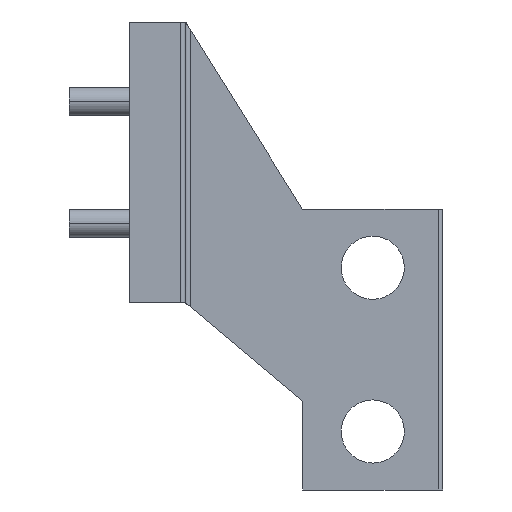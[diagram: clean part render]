
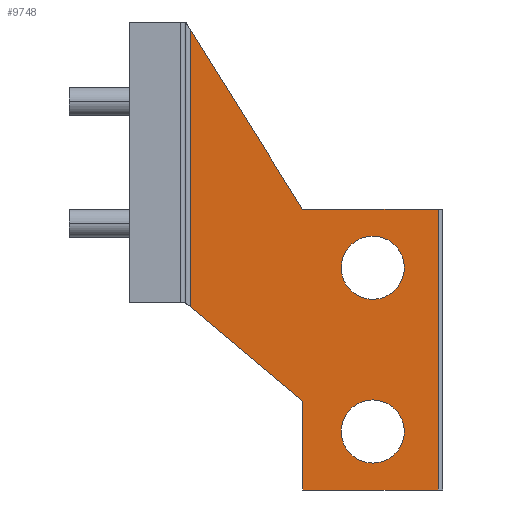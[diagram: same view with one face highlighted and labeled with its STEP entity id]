
A CAD part, left-side view. The second image highlights one B-rep face of the part: STEP entity #9748.
In plain terms, the highlighted planar face has unit normal (-1, 0, 0).
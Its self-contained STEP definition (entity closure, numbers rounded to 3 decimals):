
#8455=AXIS2_PLACEMENT_3D('Circle Axis2P3D',#8453,#8454,$) ;
#8472=AXIS2_PLACEMENT_3D('Circle Axis2P3D',#8470,#8471,$) ;
#9331=AXIS2_PLACEMENT_3D('Circle Axis2P3D',#9329,#9330,$) ;
#9348=AXIS2_PLACEMENT_3D('Circle Axis2P3D',#9346,#9347,$) ;
#9724=AXIS2_PLACEMENT_3D('Plane Axis2P3D',#9721,#9722,#9723) ;
#8436=CARTESIAN_POINT('Vertex',(-233.,-36.076,71.736)) ;
#8450=CARTESIAN_POINT('Vertex',(-233.,-47.924,65.264)) ;
#8453=CARTESIAN_POINT('Axis2P3D Location',(-233.,-42.,68.5)) ;
#8470=CARTESIAN_POINT('Axis2P3D Location',(-233.,-42.,68.5)) ;
#8500=CARTESIAN_POINT('Vertex',(-233.,-27.,21.)) ;
#8503=CARTESIAN_POINT('Line Origine',(-233.,-27.,30.5)) ;
#8507=CARTESIAN_POINT('Vertex',(-233.,-27.,40.)) ;
#9312=CARTESIAN_POINT('Vertex',(-233.,-36.076,36.736)) ;
#9326=CARTESIAN_POINT('Vertex',(-233.,-47.924,30.264)) ;
#9329=CARTESIAN_POINT('Axis2P3D Location',(-233.,-42.,33.5)) ;
#9346=CARTESIAN_POINT('Axis2P3D Location',(-233.,-42.,33.5)) ;
#9403=CARTESIAN_POINT('Line Origine',(-233.,-41.5,21.)) ;
#9407=CARTESIAN_POINT('Vertex',(-233.,-56.,21.)) ;
#9476=CARTESIAN_POINT('Vertex',(-233.,-27.,81.)) ;
#9479=CARTESIAN_POINT('Line Origine',(-233.,-41.5,81.)) ;
#9483=CARTESIAN_POINT('Vertex',(-233.,-56.,81.)) ;
#9505=CARTESIAN_POINT('Line Origine',(-233.,-56.,71.)) ;
#9626=CARTESIAN_POINT('Line Origine',(-233.,-15.,100.2)) ;
#9630=CARTESIAN_POINT('Vertex',(-233.,-3.,119.4)) ;
#9682=CARTESIAN_POINT('Vertex',(-233.,-3.,60.16)) ;
#9685=CARTESIAN_POINT('Line Origine',(-233.,-15.,50.08)) ;
#9721=CARTESIAN_POINT('Axis2P3D Location',(-233.,10.,91.)) ;
#9726=CARTESIAN_POINT('Line Origine',(-233.,-3.,89.78)) ;
#8454=DIRECTION('Axis2P3D Direction',(1.,0.,0.)) ;
#8471=DIRECTION('Axis2P3D Direction',(1.,0.,0.)) ;
#8504=DIRECTION('Vector Direction',(0.,0.,1.)) ;
#9330=DIRECTION('Axis2P3D Direction',(1.,0.,0.)) ;
#9347=DIRECTION('Axis2P3D Direction',(1.,0.,0.)) ;
#9404=DIRECTION('Vector Direction',(0.,1.,0.)) ;
#9480=DIRECTION('Vector Direction',(0.,-1.,0.)) ;
#9506=DIRECTION('Vector Direction',(0.,0.,-1.)) ;
#9627=DIRECTION('Vector Direction',(0.,0.53,0.848)) ;
#9686=DIRECTION('Vector Direction',(0.,0.766,0.643)) ;
#9722=DIRECTION('Axis2P3D Direction',(-1.,0.,0.)) ;
#9723=DIRECTION('Axis2P3D XDirection',(0.,-1.,0.)) ;
#9727=DIRECTION('Vector Direction',(0.,0.,-1.)) ;
#8505=VECTOR('Line Direction',#8504,1.) ;
#9405=VECTOR('Line Direction',#9404,1.) ;
#9481=VECTOR('Line Direction',#9480,1.) ;
#9507=VECTOR('Line Direction',#9506,1.) ;
#9628=VECTOR('Line Direction',#9627,1.) ;
#9687=VECTOR('Line Direction',#9686,1.) ;
#9728=VECTOR('Line Direction',#9727,1.) ;
#9732=ORIENTED_EDGE('',*,*,#9689,.T.) ;
#9733=ORIENTED_EDGE('',*,*,#8509,.T.) ;
#9734=ORIENTED_EDGE('',*,*,#9409,.T.) ;
#9735=ORIENTED_EDGE('',*,*,#9509,.T.) ;
#9736=ORIENTED_EDGE('',*,*,#9485,.T.) ;
#9737=ORIENTED_EDGE('',*,*,#9632,.T.) ;
#9738=ORIENTED_EDGE('',*,*,#9730,.T.) ;
#9741=ORIENTED_EDGE('',*,*,#9333,.F.) ;
#9742=ORIENTED_EDGE('',*,*,#9350,.F.) ;
#9745=ORIENTED_EDGE('',*,*,#8474,.F.) ;
#9746=ORIENTED_EDGE('',*,*,#8457,.F.) ;
#9743=FACE_BOUND('',#9740,.T.) ;
#9747=FACE_BOUND('',#9744,.T.) ;
#9748=ADVANCED_FACE('RB2893009_1PA_001_00_SPREAD_REAR_TERM_SINGLE_N1.2\\PartBody',(#9739,#9743,#9747),#9725,.T.) ;
#8456=CIRCLE('generated circle',#8455,6.75) ;
#8473=CIRCLE('generated circle',#8472,6.75) ;
#9332=CIRCLE('generated circle',#9331,6.75) ;
#9349=CIRCLE('generated circle',#9348,6.75) ;
#8457=EDGE_CURVE('',#8451,#8437,#8456,.F.) ;
#8474=EDGE_CURVE('',#8437,#8451,#8473,.F.) ;
#8509=EDGE_CURVE('',#8508,#8501,#8506,.F.) ;
#9333=EDGE_CURVE('',#9327,#9313,#9332,.F.) ;
#9350=EDGE_CURVE('',#9313,#9327,#9349,.F.) ;
#9409=EDGE_CURVE('',#8501,#9408,#9406,.F.) ;
#9485=EDGE_CURVE('',#9484,#9477,#9482,.F.) ;
#9509=EDGE_CURVE('',#9408,#9484,#9508,.F.) ;
#9632=EDGE_CURVE('',#9477,#9631,#9629,.T.) ;
#9689=EDGE_CURVE('',#9683,#8508,#9688,.F.) ;
#9730=EDGE_CURVE('',#9631,#9683,#9729,.T.) ;
#9731=EDGE_LOOP('',(#9732,#9733,#9734,#9735,#9736,#9737,#9738)) ;
#9740=EDGE_LOOP('',(#9741,#9742)) ;
#9744=EDGE_LOOP('',(#9745,#9746)) ;
#9739=FACE_OUTER_BOUND('',#9731,.T.) ;
#8506=LINE('Line',#8503,#8505) ;
#9406=LINE('Line',#9403,#9405) ;
#9482=LINE('Line',#9479,#9481) ;
#9508=LINE('Line',#9505,#9507) ;
#9629=LINE('Line',#9626,#9628) ;
#9688=LINE('Line',#9685,#9687) ;
#9729=LINE('Line',#9726,#9728) ;
#9725=PLANE('',#9724) ;
#8437=VERTEX_POINT('',#8436) ;
#8451=VERTEX_POINT('',#8450) ;
#8501=VERTEX_POINT('',#8500) ;
#8508=VERTEX_POINT('',#8507) ;
#9313=VERTEX_POINT('',#9312) ;
#9327=VERTEX_POINT('',#9326) ;
#9408=VERTEX_POINT('',#9407) ;
#9477=VERTEX_POINT('',#9476) ;
#9484=VERTEX_POINT('',#9483) ;
#9631=VERTEX_POINT('',#9630) ;
#9683=VERTEX_POINT('',#9682) ;
